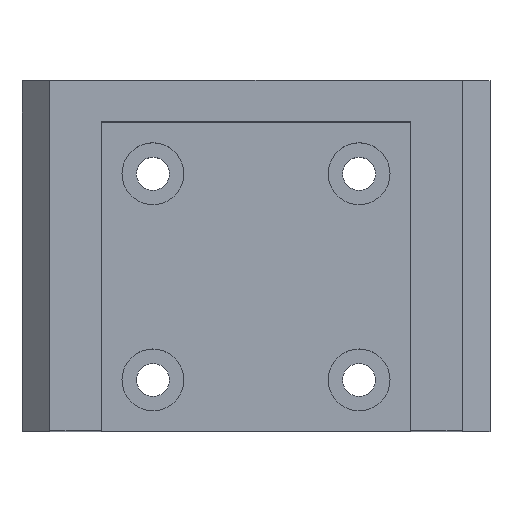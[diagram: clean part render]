
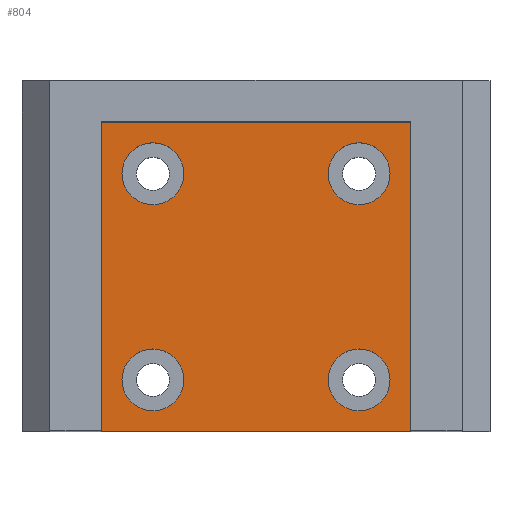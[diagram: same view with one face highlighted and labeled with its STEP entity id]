
A CAD part, top view. The second image highlights one B-rep face of the part: STEP entity #804.
In plain terms, the highlighted planar face has unit normal (0, 0, 1).
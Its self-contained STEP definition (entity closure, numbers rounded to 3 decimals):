
#9 = CARTESIAN_POINT ( 'NONE',  ( -15., 0., 8. ) ) ;
#30 = ORIENTED_EDGE ( 'NONE', *, *, #465, .F. ) ;
#50 = FACE_BOUND ( 'NONE', #956, .T. ) ;
#80 = VERTEX_POINT ( 'NONE', #399 ) ;
#84 = AXIS2_PLACEMENT_3D ( 'NONE', #153, #570, #1298 ) ;
#87 = VECTOR ( 'NONE', #748, 1000. ) ;
#95 = ORIENTED_EDGE ( 'NONE', *, *, #382, .F. ) ;
#116 = DIRECTION ( 'NONE',  ( 0., 0., 1. ) ) ;
#124 = VECTOR ( 'NONE', #731, 1000. ) ;
#133 = CARTESIAN_POINT ( 'NONE',  ( 15., -15., 8. ) ) ;
#138 = CARTESIAN_POINT ( 'NONE',  ( -13., 10., 8. ) ) ;
#153 = CARTESIAN_POINT ( 'NONE',  ( 10., 10., 8. ) ) ;
#181 = CARTESIAN_POINT ( 'NONE',  ( 13., -10., 8. ) ) ;
#186 = VERTEX_POINT ( 'NONE', #615 ) ;
#189 = DIRECTION ( 'NONE',  ( 1., 0., 0. ) ) ;
#212 = CARTESIAN_POINT ( 'NONE',  ( 7., 10., 8. ) ) ;
#218 = CARTESIAN_POINT ( 'NONE',  ( -7., -10., 8. ) ) ;
#221 = VERTEX_POINT ( 'NONE', #218 ) ;
#241 = ORIENTED_EDGE ( 'NONE', *, *, #317, .F. ) ;
#244 = CARTESIAN_POINT ( 'NONE',  ( 13., 10., 8. ) ) ;
#256 = FACE_BOUND ( 'NONE', #335, .T. ) ;
#282 = DIRECTION ( 'NONE',  ( 0., 0., 1. ) ) ;
#293 = ORIENTED_EDGE ( 'NONE', *, *, #717, .T. ) ;
#297 = CIRCLE ( 'NONE', #865, 3. ) ;
#306 = CIRCLE ( 'NONE', #84, 3. ) ;
#315 = DIRECTION ( 'NONE',  ( 1., 0., 0. ) ) ;
#316 = ORIENTED_EDGE ( 'NONE', *, *, #628, .F. ) ;
#317 = EDGE_CURVE ( 'NONE', #464, #604, #1147, .T. ) ;
#335 = EDGE_LOOP ( 'NONE', ( #940, #925 ) ) ;
#368 = DIRECTION ( 'NONE',  ( 0., 0., 1. ) ) ;
#374 = CARTESIAN_POINT ( 'NONE',  ( 7., -10., 8. ) ) ;
#378 = DIRECTION ( 'NONE',  ( 0., 0., 1. ) ) ;
#382 = EDGE_CURVE ( 'NONE', #913, #811, #688, .T. ) ;
#389 = DIRECTION ( 'NONE',  ( 1., 0., 0. ) ) ;
#395 = CIRCLE ( 'NONE', #467, 3. ) ;
#399 = CARTESIAN_POINT ( 'NONE',  ( -15., 15., 8. ) ) ;
#405 = DIRECTION ( 'NONE',  ( 1., 0., 0. ) ) ;
#409 = DIRECTION ( 'NONE',  ( 0., 0., 1. ) ) ;
#413 = VECTOR ( 'NONE', #389, 1000. ) ;
#464 = VERTEX_POINT ( 'NONE', #212 ) ;
#465 = EDGE_CURVE ( 'NONE', #811, #913, #519, .T. ) ;
#467 = AXIS2_PLACEMENT_3D ( 'NONE', #821, #378, #1336 ) ;
#470 = CARTESIAN_POINT ( 'NONE',  ( -22.7, -15., 8. ) ) ;
#481 = LINE ( 'NONE', #470, #413 ) ;
#504 = DIRECTION ( 'NONE',  ( 0., 0., 1. ) ) ;
#509 = EDGE_CURVE ( 'NONE', #738, #516, #297, .T. ) ;
#516 = VERTEX_POINT ( 'NONE', #1168 ) ;
#519 = CIRCLE ( 'NONE', #1302, 3. ) ;
#550 = LINE ( 'NONE', #9, #87 ) ;
#553 = AXIS2_PLACEMENT_3D ( 'NONE', #1083, #368, #882 ) ;
#569 = AXIS2_PLACEMENT_3D ( 'NONE', #1117, #579, #1094 ) ;
#570 = DIRECTION ( 'NONE',  ( 0., 0., 1. ) ) ;
#575 = VERTEX_POINT ( 'NONE', #133 ) ;
#579 = DIRECTION ( 'NONE',  ( 0., 0., 1. ) ) ;
#594 = VERTEX_POINT ( 'NONE', #762 ) ;
#602 = CARTESIAN_POINT ( 'NONE',  ( 10., 10., 8. ) ) ;
#604 = VERTEX_POINT ( 'NONE', #244 ) ;
#615 = CARTESIAN_POINT ( 'NONE',  ( -13., -10., 8. ) ) ;
#628 = EDGE_CURVE ( 'NONE', #604, #464, #306, .T. ) ;
#635 = ORIENTED_EDGE ( 'NONE', *, *, #992, .F. ) ;
#642 = LINE ( 'NONE', #933, #124 ) ;
#645 = CARTESIAN_POINT ( 'NONE',  ( 10., -10., 8. ) ) ;
#660 = FACE_BOUND ( 'NONE', #862, .T. ) ;
#665 = VERTEX_POINT ( 'NONE', #1174 ) ;
#668 = FACE_OUTER_BOUND ( 'NONE', #881, .T. ) ;
#670 = CIRCLE ( 'NONE', #1321, 3. ) ;
#688 = CIRCLE ( 'NONE', #1173, 3. ) ;
#690 = CARTESIAN_POINT ( 'NONE',  ( 0., 15., 8. ) ) ;
#717 = EDGE_CURVE ( 'NONE', #80, #665, #550, .T. ) ;
#730 = ORIENTED_EDGE ( 'NONE', *, *, #1184, .F. ) ;
#731 = DIRECTION ( 'NONE',  ( 0., -1., 0. ) ) ;
#738 = VERTEX_POINT ( 'NONE', #138 ) ;
#748 = DIRECTION ( 'NONE',  ( 0., -1., 0. ) ) ;
#762 = CARTESIAN_POINT ( 'NONE',  ( 15., 15., 8. ) ) ;
#784 = DIRECTION ( 'NONE',  ( 0., 0., 1. ) ) ;
#789 = DIRECTION ( 'NONE',  ( 1., 0., 0. ) ) ;
#804 = ADVANCED_FACE ( 'NONE', ( #1291, #50, #660, #256, #668 ), #888, .T. ) ;
#811 = VERTEX_POINT ( 'NONE', #374 ) ;
#821 = CARTESIAN_POINT ( 'NONE',  ( -10., 10., 8. ) ) ;
#862 = EDGE_LOOP ( 'NONE', ( #241, #316 ) ) ;
#865 = AXIS2_PLACEMENT_3D ( 'NONE', #923, #409, #1138 ) ;
#876 = ORIENTED_EDGE ( 'NONE', *, *, #509, .F. ) ;
#881 = EDGE_LOOP ( 'NONE', ( #1156, #293, #1055, #730 ) ) ;
#882 = DIRECTION ( 'NONE',  ( 1., 0., 0. ) ) ;
#888 = PLANE ( 'NONE',  #553 ) ;
#904 = EDGE_CURVE ( 'NONE', #186, #221, #670, .T. ) ;
#913 = VERTEX_POINT ( 'NONE', #181 ) ;
#914 = LINE ( 'NONE', #690, #1221 ) ;
#923 = CARTESIAN_POINT ( 'NONE',  ( -10., 10., 8. ) ) ;
#925 = ORIENTED_EDGE ( 'NONE', *, *, #1305, .F. ) ;
#927 = EDGE_LOOP ( 'NONE', ( #876, #635 ) ) ;
#933 = CARTESIAN_POINT ( 'NONE',  ( 15., 0., 8. ) ) ;
#940 = ORIENTED_EDGE ( 'NONE', *, *, #904, .F. ) ;
#956 = EDGE_LOOP ( 'NONE', ( #30, #95 ) ) ;
#989 = EDGE_CURVE ( 'NONE', #80, #594, #914, .T. ) ;
#992 = EDGE_CURVE ( 'NONE', #516, #738, #395, .T. ) ;
#995 = AXIS2_PLACEMENT_3D ( 'NONE', #602, #282, #789 ) ;
#1055 = ORIENTED_EDGE ( 'NONE', *, *, #1231, .T. ) ;
#1083 = CARTESIAN_POINT ( 'NONE',  ( 0., 0., 8. ) ) ;
#1094 = DIRECTION ( 'NONE',  ( 1., 0., 0. ) ) ;
#1117 = CARTESIAN_POINT ( 'NONE',  ( -10., -10., 8. ) ) ;
#1120 = CARTESIAN_POINT ( 'NONE',  ( -10., -10., 8. ) ) ;
#1138 = DIRECTION ( 'NONE',  ( 1., 0., 0. ) ) ;
#1147 = CIRCLE ( 'NONE', #995, 3. ) ;
#1154 = CIRCLE ( 'NONE', #569, 3. ) ;
#1156 = ORIENTED_EDGE ( 'NONE', *, *, #989, .F. ) ;
#1168 = CARTESIAN_POINT ( 'NONE',  ( -7., 10., 8. ) ) ;
#1173 = AXIS2_PLACEMENT_3D ( 'NONE', #1310, #784, #315 ) ;
#1174 = CARTESIAN_POINT ( 'NONE',  ( -15., -15., 8. ) ) ;
#1184 = EDGE_CURVE ( 'NONE', #594, #575, #642, .T. ) ;
#1221 = VECTOR ( 'NONE', #405, 1000. ) ;
#1231 = EDGE_CURVE ( 'NONE', #665, #575, #481, .T. ) ;
#1234 = DIRECTION ( 'NONE',  ( 1., 0., 0. ) ) ;
#1291 = FACE_BOUND ( 'NONE', #927, .T. ) ;
#1298 = DIRECTION ( 'NONE',  ( 1., 0., 0. ) ) ;
#1302 = AXIS2_PLACEMENT_3D ( 'NONE', #645, #116, #1234 ) ;
#1305 = EDGE_CURVE ( 'NONE', #221, #186, #1154, .T. ) ;
#1310 = CARTESIAN_POINT ( 'NONE',  ( 10., -10., 8. ) ) ;
#1321 = AXIS2_PLACEMENT_3D ( 'NONE', #1120, #504, #189 ) ;
#1336 = DIRECTION ( 'NONE',  ( 1., 0., 0. ) ) ;
